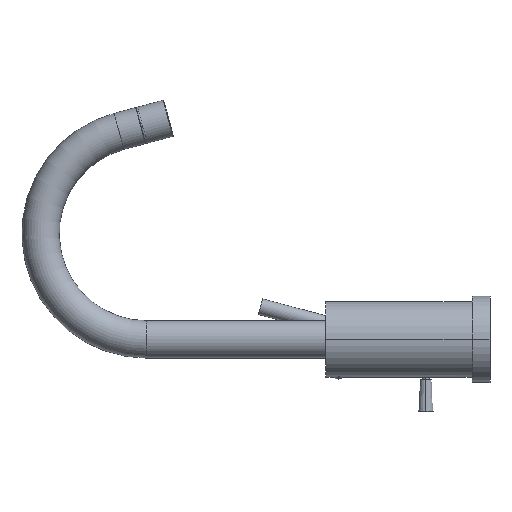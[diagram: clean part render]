
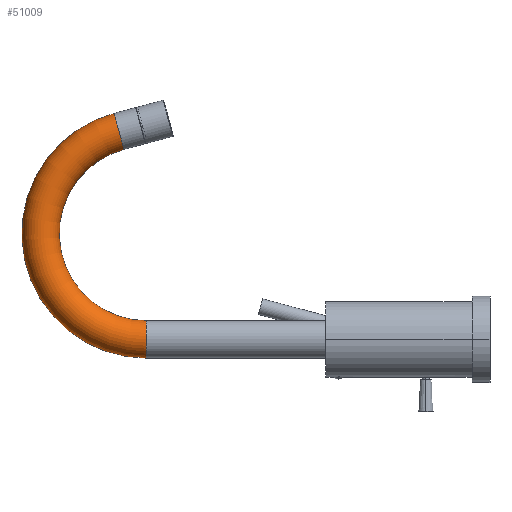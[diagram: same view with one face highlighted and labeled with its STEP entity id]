
A CAD part, left-side view. The second image highlights one B-rep face of the part: STEP entity #51009.
In plain terms, the highlighted toroidal (fillet/blend) face has major radius 65 mm and minor radius 11.5 mm.
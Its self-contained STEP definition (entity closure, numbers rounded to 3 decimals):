
#49869=CARTESIAN_POINT('',(0.,200.1,65.));
#49870=DIRECTION('',(1.,0.,0.));
#49871=DIRECTION('',(0.,0.,-1.));
#49872=AXIS2_PLACEMENT_3D('',#49869,#49870,#49871);
#49874=CARTESIAN_POINT('',(0.,200.1,0.));
#49875=DIRECTION('',(0.,1.,0.));
#49876=DIRECTION('',(0.,0.,-1.));
#49877=AXIS2_PLACEMENT_3D('',#49874,#49875,#49876);
#49879=CARTESIAN_POINT('',(0.,200.1,65.));
#49880=DIRECTION('',(1.,0.,0.));
#49881=DIRECTION('',(0.,0.,-1.));
#49882=AXIS2_PLACEMENT_3D('',#49879,#49880,#49881);
#49884=CARTESIAN_POINT('',(0.,216.923,127.785));
#49885=DIRECTION('',(0.,-0.966,0.259));
#49886=DIRECTION('',(0.,0.259,0.966));
#49887=AXIS2_PLACEMENT_3D('',#49884,#49885,#49886);
#50307=CARTESIAN_POINT('',(0.,200.1,-11.5));
#50308=CARTESIAN_POINT('',(0.,200.1,11.5));
#50309=VERTEX_POINT('',#50307);
#50310=VERTEX_POINT('',#50308);
#50311=CARTESIAN_POINT('',(0.,219.9,
138.893));
#50312=CARTESIAN_POINT('',(0.,213.947,116.677));
#50313=VERTEX_POINT('',#50311);
#50314=VERTEX_POINT('',#50312);
#50997=CARTESIAN_POINT('',(0.,200.1,65.));
#50998=DIRECTION('',(1.,0.,0.));
#50999=DIRECTION('',(0.,0.,1.));
#51000=AXIS2_PLACEMENT_3D('',#50997,#50998,#50999);
#51001=TOROIDAL_SURFACE('',#51000,65.,11.5);
#51002=ORIENTED_EDGE('',*,*,#50941,.F.);
#51003=ORIENTED_EDGE('',*,*,#50985,.T.);
#51005=ORIENTED_EDGE('',*,*,#51004,.T.);
#51006=ORIENTED_EDGE('',*,*,#50981,.F.);
#51007=EDGE_LOOP('',(#51002,#51003,#51005,#51006));
#51008=FACE_OUTER_BOUND('',#51007,.F.);
#51009=ADVANCED_FACE('',(#51008),#51001,.T.);
#49873=CIRCLE('',#49872,53.5);
#49878=CIRCLE('',#49877,11.5);
#49883=CIRCLE('',#49882,76.5);
#49888=CIRCLE('',#49887,11.5);
#50941=EDGE_CURVE('',#50309,#50310,#49878,.T.);
#50981=EDGE_CURVE('',#50310,#50314,#49873,.T.);
#50985=EDGE_CURVE('',#50309,#50313,#49883,.T.);
#51004=EDGE_CURVE('',#50313,#50314,#49888,.T.);
